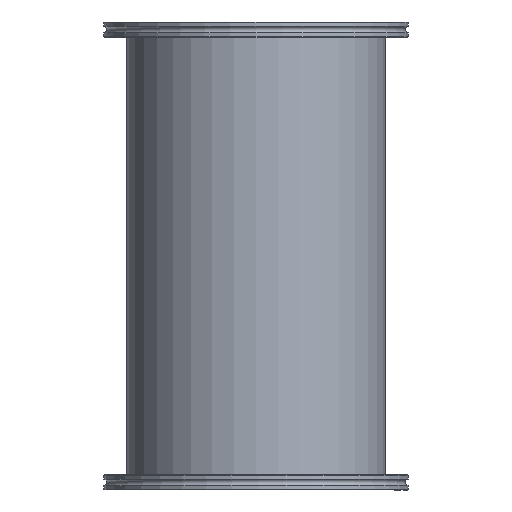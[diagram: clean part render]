
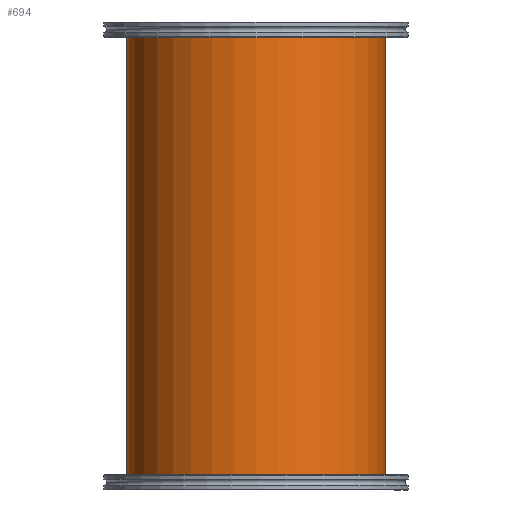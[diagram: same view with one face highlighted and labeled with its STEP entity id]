
A CAD part, left-side view. The second image highlights one B-rep face of the part: STEP entity #694.
In plain terms, the highlighted cylindrical face has radius 101.6 mm (diameter 203.2 mm), a full revolution.
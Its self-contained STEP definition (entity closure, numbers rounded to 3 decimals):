
#84=CIRCLE('',#835,101.6);
#85=CIRCLE('',#836,101.6);
#148=FACE_OUTER_BOUND('',#187,.T.);
#187=EDGE_LOOP('',(#492,#493,#494,#495,#496,#497,#498,#499,#500));
#242=LINE('',#1355,#266);
#243=LINE('',#1357,#267);
#266=VECTOR('',#960,101.6);
#267=VECTOR('',#961,101.6);
#287=B_SPLINE_CURVE_WITH_KNOTS('',3,(#1196,#1197,#1198,#1199,#1200,#1201,
#1202,#1203,#1204,#1205,#1206,#1207,#1208,#1209,#1210,#1211,#1212,#1213),
 .UNSPECIFIED.,.F.,.F.,(4,2,2,2,2,2,2,2,4),(12.151,13.654,
15.157,16.659,18.162,19.697,21.232,
22.767,24.302),.UNSPECIFIED.);
#288=B_SPLINE_CURVE_WITH_KNOTS('',3,(#1215,#1216,#1217,#1218,#1219,#1220,
#1221,#1222,#1223,#1224,#1225,#1226,#1227,#1228,#1229,#1230,#1231,#1232,
#1233,#1234,#1235,#1236,#1237,#1238,#1239,#1240,#1241,#1242,#1243,#1244,
#1245,#1246,#1247,#1248,#1249),.UNSPECIFIED.,.F.,.F.,(4,2,2,2,2,2,2,2,3,
2,2,2,2,2,2,2,4),(36.453,37.956,39.459,40.961,
42.464,43.999,45.534,47.069,48.604,
50.139,51.674,53.209,54.744,56.247,
57.75,59.253,60.755),.UNSPECIFIED.);
#289=B_SPLINE_CURVE_WITH_KNOTS('',3,(#1250,#1251,#1252,#1253,#1254,#1255,
#1256,#1257,#1258,#1259,#1260,#1261,#1262,#1263,#1264,#1265,#1266,#1267),
 .UNSPECIFIED.,.F.,.F.,(4,2,2,2,2,2,2,2,4),(24.302,25.837,
27.372,28.907,30.442,31.945,33.448,
34.95,36.453),.UNSPECIFIED.);
#299=VERTEX_POINT('',#1194);
#300=VERTEX_POINT('',#1195);
#301=VERTEX_POINT('',#1214);
#308=VERTEX_POINT('',#1353);
#309=VERTEX_POINT('',#1356);
#373=EDGE_CURVE('',#299,#300,#287,.T.);
#374=EDGE_CURVE('',#301,#299,#288,.T.);
#375=EDGE_CURVE('',#300,#301,#289,.T.);
#385=EDGE_CURVE('',#308,#308,#84,.T.);
#386=EDGE_CURVE('',#308,#299,#242,.T.);
#387=EDGE_CURVE('',#301,#309,#243,.T.);
#388=EDGE_CURVE('',#309,#309,#85,.T.);
#492=ORIENTED_EDGE('',*,*,#385,.F.);
#493=ORIENTED_EDGE('',*,*,#386,.T.);
#494=ORIENTED_EDGE('',*,*,#373,.T.);
#495=ORIENTED_EDGE('',*,*,#375,.T.);
#496=ORIENTED_EDGE('',*,*,#387,.T.);
#497=ORIENTED_EDGE('',*,*,#388,.F.);
#498=ORIENTED_EDGE('',*,*,#387,.F.);
#499=ORIENTED_EDGE('',*,*,#374,.T.);
#500=ORIENTED_EDGE('',*,*,#386,.F.);
#675=CYLINDRICAL_SURFACE('',#834,101.6);
#694=ADVANCED_FACE('',(#148),#675,.T.);
#834=AXIS2_PLACEMENT_3D('',#1352,#956,#957);
#835=AXIS2_PLACEMENT_3D('',#1354,#958,#959);
#836=AXIS2_PLACEMENT_3D('',#1358,#962,#963);
#956=DIRECTION('center_axis',(0.,0.,1.));
#957=DIRECTION('ref_axis',(-1.,0.,0.));
#958=DIRECTION('center_axis',(0.,0.,1.));
#959=DIRECTION('ref_axis',(-1.,0.,0.));
#960=DIRECTION('',(0.,0.,-1.));
#961=DIRECTION('',(0.,0.,-1.));
#962=DIRECTION('center_axis',(0.,0.,-1.));
#963=DIRECTION('ref_axis',(-1.,0.,0.));
#1194=CARTESIAN_POINT('',(101.6,0.,253.9));
#1195=CARTESIAN_POINT('',(67.202,76.2,177.7));
#1196=CARTESIAN_POINT('Ctrl Pts',(101.6,0.,253.9));
#1197=CARTESIAN_POINT('Ctrl Pts',(101.6,5.009,253.9));
#1198=CARTESIAN_POINT('Ctrl Pts',(101.222,10.124,253.398));
#1199=CARTESIAN_POINT('Ctrl Pts',(99.707,20.169,251.361));
#1200=CARTESIAN_POINT('Ctrl Pts',(98.572,25.1,249.826));
#1201=CARTESIAN_POINT('Ctrl Pts',(95.709,34.441,245.862));
#1202=CARTESIAN_POINT('Ctrl Pts',(93.98,38.862,243.428));
#1203=CARTESIAN_POINT('Ctrl Pts',(90.206,46.962,237.908));
#1204=CARTESIAN_POINT('Ctrl Pts',(88.162,50.642,234.821));
#1205=CARTESIAN_POINT('Ctrl Pts',(84.066,57.19,228.273));
#1206=CARTESIAN_POINT('Ctrl Pts',(81.851,60.293,224.553));
#1207=CARTESIAN_POINT('Ctrl Pts',(77.498,65.794,216.45));
#1208=CARTESIAN_POINT('Ctrl Pts',(75.362,68.195,212.067));
#1209=CARTESIAN_POINT('Ctrl Pts',(71.62,72.114,202.824));
#1210=CARTESIAN_POINT('Ctrl Pts',(70.019,73.636,197.955));
#1211=CARTESIAN_POINT('Ctrl Pts',(67.804,75.679,187.952));
#1212=CARTESIAN_POINT('Ctrl Pts',(67.202,76.2,182.817));
#1213=CARTESIAN_POINT('Ctrl Pts',(67.202,76.2,177.7));
#1214=CARTESIAN_POINT('',(101.6,0.,101.5));
#1215=CARTESIAN_POINT('Ctrl Pts',(101.6,0.,101.5));
#1216=CARTESIAN_POINT('Ctrl Pts',(101.6,-5.009,101.5));
#1217=CARTESIAN_POINT('Ctrl Pts',(101.222,-10.124,102.002));
#1218=CARTESIAN_POINT('Ctrl Pts',(99.707,-20.169,104.039));
#1219=CARTESIAN_POINT('Ctrl Pts',(98.572,-25.1,105.574));
#1220=CARTESIAN_POINT('Ctrl Pts',(95.709,-34.441,109.538));
#1221=CARTESIAN_POINT('Ctrl Pts',(93.98,-38.862,111.972));
#1222=CARTESIAN_POINT('Ctrl Pts',(90.206,-46.962,117.492));
#1223=CARTESIAN_POINT('Ctrl Pts',(88.162,-50.642,120.579));
#1224=CARTESIAN_POINT('Ctrl Pts',(84.066,-57.19,127.127));
#1225=CARTESIAN_POINT('Ctrl Pts',(81.851,-60.293,130.847));
#1226=CARTESIAN_POINT('Ctrl Pts',(77.498,-65.794,138.95));
#1227=CARTESIAN_POINT('Ctrl Pts',(75.362,-68.195,143.333));
#1228=CARTESIAN_POINT('Ctrl Pts',(71.62,-72.114,152.576));
#1229=CARTESIAN_POINT('Ctrl Pts',(70.019,-73.636,157.445));
#1230=CARTESIAN_POINT('Ctrl Pts',(67.804,-75.679,167.448));
#1231=CARTESIAN_POINT('Ctrl Pts',(67.202,-76.2,172.583));
#1232=CARTESIAN_POINT('Ctrl Pts',(67.202,-76.2,177.7));
#1233=CARTESIAN_POINT('Ctrl Pts',(67.202,-76.2,182.817));
#1234=CARTESIAN_POINT('Ctrl Pts',(67.804,-75.679,187.952));
#1235=CARTESIAN_POINT('Ctrl Pts',(70.019,-73.636,197.955));
#1236=CARTESIAN_POINT('Ctrl Pts',(71.62,-72.114,202.824));
#1237=CARTESIAN_POINT('Ctrl Pts',(75.362,-68.195,212.067));
#1238=CARTESIAN_POINT('Ctrl Pts',(77.498,-65.794,216.45));
#1239=CARTESIAN_POINT('Ctrl Pts',(81.851,-60.293,224.553));
#1240=CARTESIAN_POINT('Ctrl Pts',(84.066,-57.19,228.273));
#1241=CARTESIAN_POINT('Ctrl Pts',(88.162,-50.642,234.821));
#1242=CARTESIAN_POINT('Ctrl Pts',(90.206,-46.962,237.908));
#1243=CARTESIAN_POINT('Ctrl Pts',(93.98,-38.862,243.428));
#1244=CARTESIAN_POINT('Ctrl Pts',(95.709,-34.441,245.862));
#1245=CARTESIAN_POINT('Ctrl Pts',(98.572,-25.1,249.826));
#1246=CARTESIAN_POINT('Ctrl Pts',(99.707,-20.169,251.361));
#1247=CARTESIAN_POINT('Ctrl Pts',(101.222,-10.124,253.398));
#1248=CARTESIAN_POINT('Ctrl Pts',(101.6,-5.009,253.9));
#1249=CARTESIAN_POINT('Ctrl Pts',(101.6,0.,253.9));
#1250=CARTESIAN_POINT('Ctrl Pts',(67.202,76.2,177.7));
#1251=CARTESIAN_POINT('Ctrl Pts',(67.202,76.2,172.583));
#1252=CARTESIAN_POINT('Ctrl Pts',(67.804,75.679,167.448));
#1253=CARTESIAN_POINT('Ctrl Pts',(70.019,73.636,157.445));
#1254=CARTESIAN_POINT('Ctrl Pts',(71.62,72.114,152.576));
#1255=CARTESIAN_POINT('Ctrl Pts',(75.362,68.195,143.333));
#1256=CARTESIAN_POINT('Ctrl Pts',(77.498,65.794,138.95));
#1257=CARTESIAN_POINT('Ctrl Pts',(81.851,60.293,130.847));
#1258=CARTESIAN_POINT('Ctrl Pts',(84.066,57.19,127.127));
#1259=CARTESIAN_POINT('Ctrl Pts',(88.162,50.642,120.579));
#1260=CARTESIAN_POINT('Ctrl Pts',(90.206,46.962,117.492));
#1261=CARTESIAN_POINT('Ctrl Pts',(93.98,38.862,111.972));
#1262=CARTESIAN_POINT('Ctrl Pts',(95.709,34.441,109.538));
#1263=CARTESIAN_POINT('Ctrl Pts',(98.572,25.1,105.574));
#1264=CARTESIAN_POINT('Ctrl Pts',(99.707,20.169,104.039));
#1265=CARTESIAN_POINT('Ctrl Pts',(101.222,10.124,102.002));
#1266=CARTESIAN_POINT('Ctrl Pts',(101.6,5.009,101.5));
#1267=CARTESIAN_POINT('Ctrl Pts',(101.6,0.,101.5));
#1352=CARTESIAN_POINT('Origin',(0.,0.,0.));
#1353=CARTESIAN_POINT('',(101.6,0.,355.4));
#1354=CARTESIAN_POINT('Origin',(0.,0.,355.4));
#1355=CARTESIAN_POINT('',(101.6,0.,0.));
#1356=CARTESIAN_POINT('',(101.6,0.,0.));
#1357=CARTESIAN_POINT('',(101.6,0.,0.));
#1358=CARTESIAN_POINT('Origin',(0.,0.,0.));
